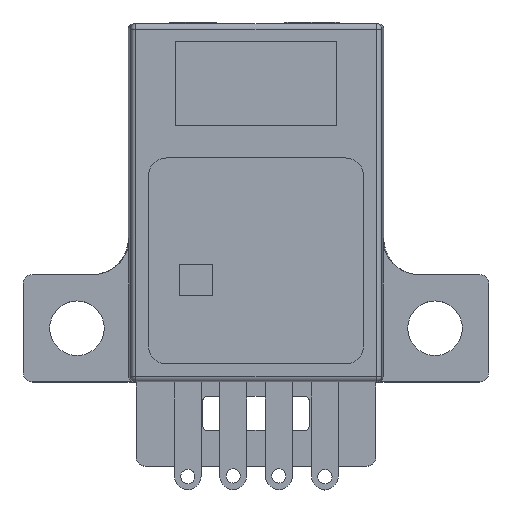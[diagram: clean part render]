
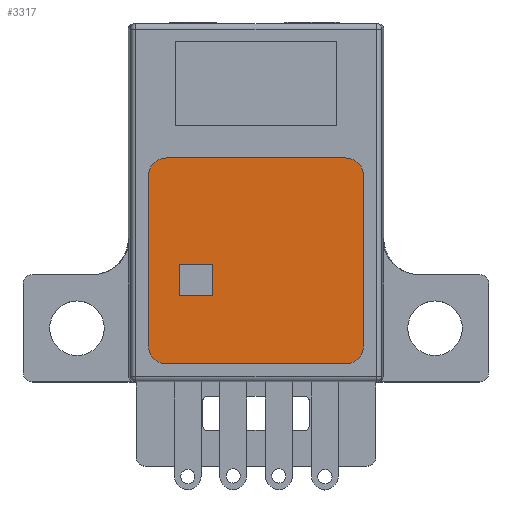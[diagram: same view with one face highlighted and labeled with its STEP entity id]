
A CAD part, top view. The second image highlights one B-rep face of the part: STEP entity #3317.
In plain terms, the highlighted planar face has unit normal (0, 0, 1).
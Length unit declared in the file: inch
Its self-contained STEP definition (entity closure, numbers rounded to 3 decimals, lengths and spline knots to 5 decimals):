
#10 = FACE_BOUND ( 'NONE', #2186, .T. ) ;
#29 = VECTOR ( 'NONE', #534, 39.37008 ) ;
#49 = PLANE ( 'NONE',  #970 ) ;
#218 = EDGE_LOOP ( 'NONE', ( #2860, #1775, #1337, #4094, #2894, #706, #3458, #1373 ) ) ;
#276 = LINE ( 'NONE', #1919, #1588 ) ;
#286 = DIRECTION ( 'NONE',  ( -1., 0., 0. ) ) ;
#294 = VECTOR ( 'NONE', #286, 39.37008 ) ;
#319 = CARTESIAN_POINT ( 'NONE',  ( 0.19685, 0.09843, 0.15354 ) ) ;
#320 = CARTESIAN_POINT ( 'NONE',  ( -0.23622, 0.09843, 0.15354 ) ) ;
#446 = VECTOR ( 'NONE', #635, 39.37008 ) ;
#508 = VECTOR ( 'NONE', #3052, 39.37008 ) ;
#521 = VERTEX_POINT ( 'NONE', #1571 ) ;
#534 = DIRECTION ( 'NONE',  ( 1., 0., 0. ) ) ;
#549 = EDGE_CURVE ( 'NONE', #3768, #1077, #4113, .T. ) ;
#635 = DIRECTION ( 'NONE',  ( 1., 0., 0. ) ) ;
#645 = VERTEX_POINT ( 'NONE', #1019 ) ;
#693 = DIRECTION ( 'NONE',  ( 0., 0., 1. ) ) ;
#696 = EDGE_CURVE ( 'NONE', #2492, #1512, #3304, .T. ) ;
#706 = ORIENTED_EDGE ( 'NONE', *, *, #880, .T. ) ;
#721 = VECTOR ( 'NONE', #3642, 39.37008 ) ;
#733 = ORIENTED_EDGE ( 'NONE', *, *, #3893, .F. ) ;
#760 = AXIS2_PLACEMENT_3D ( 'NONE', #1451, #3694, #1158 ) ;
#827 = EDGE_CURVE ( 'NONE', #3258, #3768, #1062, .T. ) ;
#880 = EDGE_CURVE ( 'NONE', #1512, #3699, #3100, .T. ) ;
#918 = CARTESIAN_POINT ( 'NONE',  ( -0.1689, -0.20504, 0.15354 ) ) ;
#963 = EDGE_CURVE ( 'NONE', #1397, #2492, #3700, .T. ) ;
#970 = AXIS2_PLACEMENT_3D ( 'NONE', #2314, #693, #2988 ) ;
#989 = AXIS2_PLACEMENT_3D ( 'NONE', #3774, #2780, #2187 ) ;
#1012 = CIRCLE ( 'NONE', #3379, 0.03937 ) ;
#1016 = EDGE_CURVE ( 'NONE', #3699, #3531, #1733, .T. ) ;
#1019 = CARTESIAN_POINT ( 'NONE',  ( -0.23622, 0.05906, 0.15354 ) ) ;
#1062 = LINE ( 'NONE', #2361, #721 ) ;
#1077 = VERTEX_POINT ( 'NONE', #3362 ) ;
#1158 = DIRECTION ( 'NONE',  ( 1., 0., 0. ) ) ;
#1303 = DIRECTION ( 'NONE',  ( 0., 1., 0. ) ) ;
#1309 = DIRECTION ( 'NONE',  ( 0., -1., 0. ) ) ;
#1331 = EDGE_CURVE ( 'NONE', #3491, #645, #2923, .T. ) ;
#1337 = ORIENTED_EDGE ( 'NONE', *, *, #3580, .T. ) ;
#1373 = ORIENTED_EDGE ( 'NONE', *, *, #2826, .T. ) ;
#1397 = VERTEX_POINT ( 'NONE', #2786 ) ;
#1451 = CARTESIAN_POINT ( 'NONE',  ( -0.19685, 0.05906, 0.15354 ) ) ;
#1512 = VERTEX_POINT ( 'NONE', #3858 ) ;
#1530 = DIRECTION ( 'NONE',  ( 0., 0., 1. ) ) ;
#1571 = CARTESIAN_POINT ( 'NONE',  ( -0.09558, -0.13622, 0.15354 ) ) ;
#1588 = VECTOR ( 'NONE', #1303, 39.37008 ) ;
#1689 = EDGE_CURVE ( 'NONE', #2334, #3491, #3301, .T. ) ;
#1733 = LINE ( 'NONE', #3403, #3394 ) ;
#1756 = CARTESIAN_POINT ( 'NONE',  ( 0.23622, 0.09843, 0.15354 ) ) ;
#1775 = ORIENTED_EDGE ( 'NONE', *, *, #1331, .T. ) ;
#1803 = DIRECTION ( 'NONE',  ( 0., 1., 0. ) ) ;
#1893 = EDGE_CURVE ( 'NONE', #521, #3258, #3850, .T. ) ;
#1919 = CARTESIAN_POINT ( 'NONE',  ( -0.09558, -0.20504, 0.15354 ) ) ;
#2186 = EDGE_LOOP ( 'NONE', ( #4014, #3662, #2225, #733 ) ) ;
#2187 = DIRECTION ( 'NONE',  ( 1., 0., 0. ) ) ;
#2225 = ORIENTED_EDGE ( 'NONE', *, *, #1893, .F. ) ;
#2239 = DIRECTION ( 'NONE',  ( 1., 0., 0. ) ) ;
#2314 = CARTESIAN_POINT ( 'NONE',  ( 0., 0., 0.15354 ) ) ;
#2334 = VERTEX_POINT ( 'NONE', #319 ) ;
#2359 = FACE_OUTER_BOUND ( 'NONE', #218, .T. ) ;
#2361 = CARTESIAN_POINT ( 'NONE',  ( -0.1689, -0.13622, 0.15354 ) ) ;
#2387 = CARTESIAN_POINT ( 'NONE',  ( -0.19685, -0.35433, 0.15354 ) ) ;
#2400 = CARTESIAN_POINT ( 'NONE',  ( -0.19685, 0.09843, 0.15354 ) ) ;
#2492 = VERTEX_POINT ( 'NONE', #2387 ) ;
#2557 = AXIS2_PLACEMENT_3D ( 'NONE', #3139, #1530, #2818 ) ;
#2701 = CARTESIAN_POINT ( 'NONE',  ( 0.23622, -0.31496, 0.15354 ) ) ;
#2780 = DIRECTION ( 'NONE',  ( 0., 0., 1. ) ) ;
#2786 = CARTESIAN_POINT ( 'NONE',  ( -0.23622, -0.31496, 0.15354 ) ) ;
#2818 = DIRECTION ( 'NONE',  ( 1., 0., 0. ) ) ;
#2826 = EDGE_CURVE ( 'NONE', #3531, #2334, #1012, .T. ) ;
#2860 = ORIENTED_EDGE ( 'NONE', *, *, #1689, .T. ) ;
#2894 = ORIENTED_EDGE ( 'NONE', *, *, #696, .T. ) ;
#2923 = CIRCLE ( 'NONE', #760, 0.03937 ) ;
#2988 = DIRECTION ( 'NONE',  ( 1., 0., 0. ) ) ;
#3052 = DIRECTION ( 'NONE',  ( -1., 0., 0. ) ) ;
#3100 = CIRCLE ( 'NONE', #989, 0.03937 ) ;
#3139 = CARTESIAN_POINT ( 'NONE',  ( -0.19685, -0.31496, 0.15354 ) ) ;
#3214 = CARTESIAN_POINT ( 'NONE',  ( 0.23622, 0.05906, 0.15354 ) ) ;
#3258 = VERTEX_POINT ( 'NONE', #3957 ) ;
#3301 = LINE ( 'NONE', #1756, #508 ) ;
#3304 = LINE ( 'NONE', #3539, #446 ) ;
#3317 = ADVANCED_FACE ( 'NONE', ( #10, #2359 ), #49, .T. ) ;
#3362 = CARTESIAN_POINT ( 'NONE',  ( -0.09558, -0.20504, 0.15354 ) ) ;
#3379 = AXIS2_PLACEMENT_3D ( 'NONE', #4194, #3541, #2239 ) ;
#3394 = VECTOR ( 'NONE', #1803, 39.37008 ) ;
#3403 = CARTESIAN_POINT ( 'NONE',  ( 0.23622, -0.35433, 0.15354 ) ) ;
#3458 = ORIENTED_EDGE ( 'NONE', *, *, #1016, .T. ) ;
#3491 = VERTEX_POINT ( 'NONE', #2400 ) ;
#3531 = VERTEX_POINT ( 'NONE', #3214 ) ;
#3539 = CARTESIAN_POINT ( 'NONE',  ( -0.23622, -0.35433, 0.15354 ) ) ;
#3541 = DIRECTION ( 'NONE',  ( 0., 0., 1. ) ) ;
#3580 = EDGE_CURVE ( 'NONE', #645, #1397, #4183, .T. ) ;
#3642 = DIRECTION ( 'NONE',  ( 0., -1., 0. ) ) ;
#3662 = ORIENTED_EDGE ( 'NONE', *, *, #827, .F. ) ;
#3694 = DIRECTION ( 'NONE',  ( 0., 0., 1. ) ) ;
#3699 = VERTEX_POINT ( 'NONE', #2701 ) ;
#3700 = CIRCLE ( 'NONE', #2557, 0.03937 ) ;
#3768 = VERTEX_POINT ( 'NONE', #3798 ) ;
#3774 = CARTESIAN_POINT ( 'NONE',  ( 0.19685, -0.31496, 0.15354 ) ) ;
#3798 = CARTESIAN_POINT ( 'NONE',  ( -0.1689, -0.20504, 0.15354 ) ) ;
#3850 = LINE ( 'NONE', #4186, #294 ) ;
#3858 = CARTESIAN_POINT ( 'NONE',  ( 0.19685, -0.35433, 0.15354 ) ) ;
#3893 = EDGE_CURVE ( 'NONE', #1077, #521, #276, .T. ) ;
#3957 = CARTESIAN_POINT ( 'NONE',  ( -0.1689, -0.13622, 0.15354 ) ) ;
#4014 = ORIENTED_EDGE ( 'NONE', *, *, #549, .F. ) ;
#4021 = VECTOR ( 'NONE', #1309, 39.37008 ) ;
#4094 = ORIENTED_EDGE ( 'NONE', *, *, #963, .T. ) ;
#4113 = LINE ( 'NONE', #918, #29 ) ;
#4183 = LINE ( 'NONE', #320, #4021 ) ;
#4186 = CARTESIAN_POINT ( 'NONE',  ( -0.09558, -0.13622, 0.15354 ) ) ;
#4194 = CARTESIAN_POINT ( 'NONE',  ( 0.19685, 0.05906, 0.15354 ) ) ;
